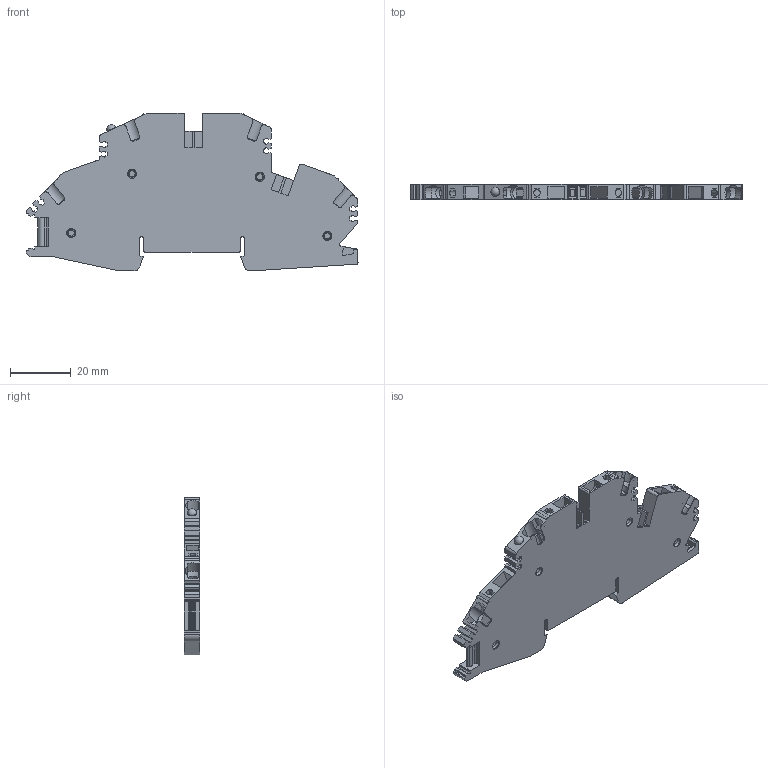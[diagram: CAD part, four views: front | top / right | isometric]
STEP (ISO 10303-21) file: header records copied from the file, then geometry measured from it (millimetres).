
FILE_DESCRIPTION(/* description */ ('Unknown'),/* implementation_level */ '2;1');
FILE_NAME(/* name */ 'BKF-D-2,5_B-024',/* time_stamp */ '2024-11-14T12:02:50-03:00',/* author */ ('Unknown'),/* organization */ ('Unknown'),/* preprocessor_version */ 'ST-DEVELOPER v16.7',/* originating_system */ 'Solid Edge',/* authorisation */ 'Unknown');
FILE_SCHEMA (('AUTOMOTIVE_DESIGN {1 0 10303 214 3 1 1}'));
Length unit declared in the file: millimetre
Products named in the file (1): BKF-D-2,5_B-024
Bounding box: 109.46 x 5.1 x 52.09 mm (x, y, z)
Volume: 17667.1 mm3; surface area: 12695.6 mm2
Topology: 1 solids, 1 shells, 489 faces, 1374 edges, 898 vertices
Faces by surface type: plane 346, cylinder 122, cone 12, torus 8, sphere 1
Full cylindrical faces by diameter (mm): 2.2 x4, 3 x9
Entity records: 18944 total; most frequent: CARTESIAN_POINT 2970, ORIENTED_EDGE 2674, DIRECTION 2497, EDGE_CURVE 1337, LINE 1011, VECTOR 1011, VERTEX_POINT 888, AXIS2_PLACEMENT_3D 743
